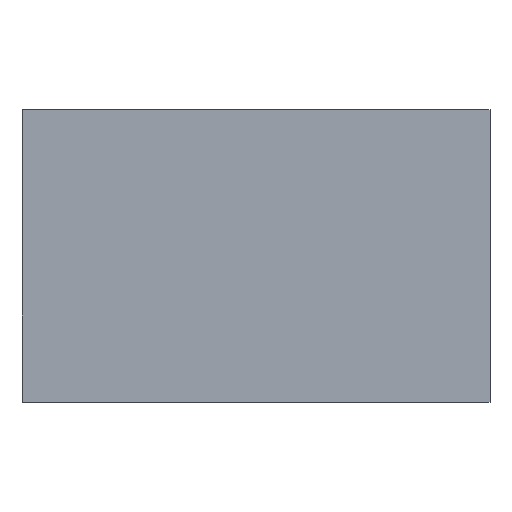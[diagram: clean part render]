
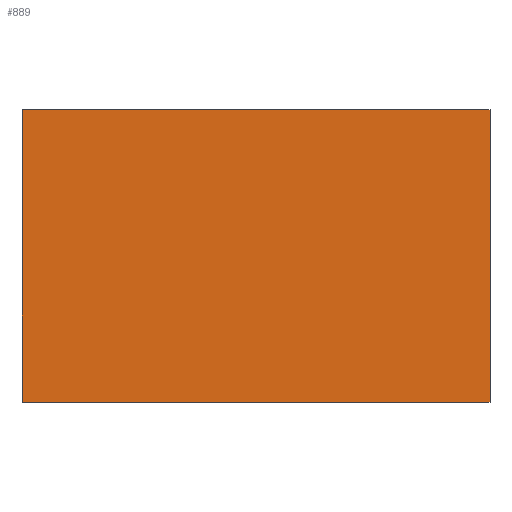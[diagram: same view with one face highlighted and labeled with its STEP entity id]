
A CAD part, top view. The second image highlights one B-rep face of the part: STEP entity #889.
In plain terms, the highlighted planar face has unit normal (0, 0, 1).
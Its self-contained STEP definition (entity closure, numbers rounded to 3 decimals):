
#72=FACE_OUTER_BOUND('',#122,.T.);
#122=EDGE_LOOP('',(#793,#794,#795,#796));
#235=LINE('',#1415,#353);
#237=LINE('',#1419,#355);
#239=LINE('',#1423,#357);
#241=LINE('',#1426,#359);
#353=VECTOR('',#1149,10.);
#355=VECTOR('',#1153,10.);
#357=VECTOR('',#1157,10.);
#359=VECTOR('',#1161,10.);
#436=VERTEX_POINT('',#1412);
#437=VERTEX_POINT('',#1414);
#438=VERTEX_POINT('',#1418);
#439=VERTEX_POINT('',#1422);
#553=EDGE_CURVE('',#436,#437,#235,.T.);
#555=EDGE_CURVE('',#437,#438,#237,.T.);
#557=EDGE_CURVE('',#438,#439,#239,.T.);
#559=EDGE_CURVE('',#439,#436,#241,.T.);
#793=ORIENTED_EDGE('',*,*,#553,.F.);
#794=ORIENTED_EDGE('',*,*,#559,.F.);
#795=ORIENTED_EDGE('',*,*,#557,.F.);
#796=ORIENTED_EDGE('',*,*,#555,.F.);
#843=PLANE('',#954);
#889=ADVANCED_FACE('',(#72),#843,.T.);
#954=AXIS2_PLACEMENT_3D('',#1427,#1162,#1163);
#1149=DIRECTION('',(0.,-1.,0.));
#1153=DIRECTION('',(-1.,0.,0.));
#1157=DIRECTION('',(0.,1.,0.));
#1161=DIRECTION('',(1.,0.,0.));
#1162=DIRECTION('center_axis',(0.,0.,1.));
#1163=DIRECTION('ref_axis',(1.,0.,0.));
#1412=CARTESIAN_POINT('',(1.,0.625,0.5));
#1414=CARTESIAN_POINT('',(1.,-0.625,0.5));
#1415=CARTESIAN_POINT('',(1.,0.625,0.5));
#1418=CARTESIAN_POINT('',(-1.,-0.625,0.5));
#1419=CARTESIAN_POINT('',(1.,-0.625,0.5));
#1422=CARTESIAN_POINT('',(-1.,0.625,0.5));
#1423=CARTESIAN_POINT('',(-1.,-0.625,0.5));
#1426=CARTESIAN_POINT('',(-1.,0.625,0.5));
#1427=CARTESIAN_POINT('Origin',(0.,0.,0.5));
